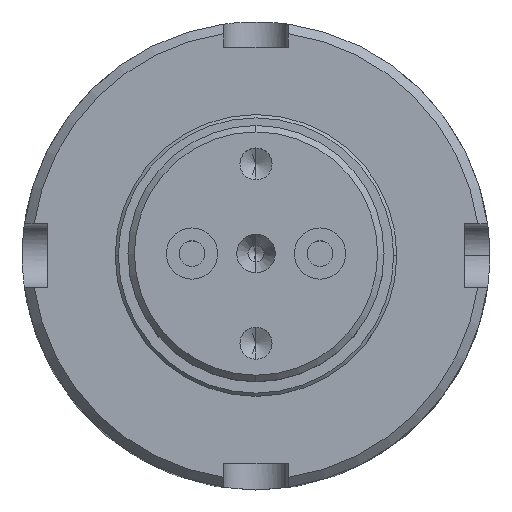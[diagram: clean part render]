
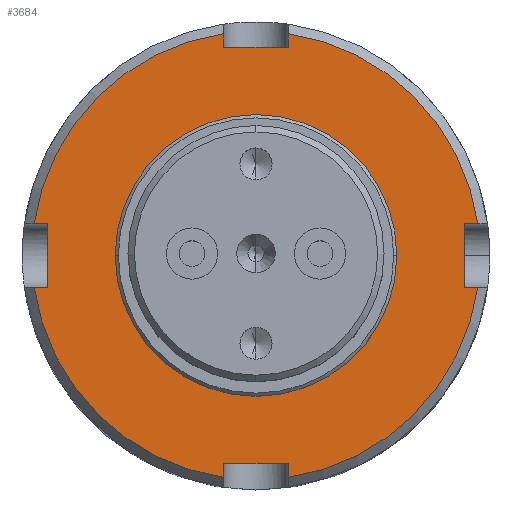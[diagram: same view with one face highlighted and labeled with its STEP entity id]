
A CAD part, top view. The second image highlights one B-rep face of the part: STEP entity #3684.
In plain terms, the highlighted planar face has unit normal (0, 0, 1).
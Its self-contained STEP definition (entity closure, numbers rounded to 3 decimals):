
#481 = LINE ( 'NONE', #1682, #483 ) ;
#482 = LINE ( 'NONE', #1691, #485 ) ;
#483 = VECTOR ( 'NONE', #1683, 1000. ) ;
#485 = VECTOR ( 'NONE', #1692, 1000. ) ;
#486 = CIRCLE ( 'NONE', #3616, 35. ) ;
#492 = CIRCLE ( 'NONE', #3622, 35. ) ;
#493 = LINE ( 'NONE', #1737, #496 ) ;
#494 = CIRCLE ( 'NONE', #3620, 22. ) ;
#495 = LINE ( 'NONE', #1741, #498 ) ;
#496 = VECTOR ( 'NONE', #1732, 1000. ) ;
#497 = CIRCLE ( 'NONE', #3621, 35. ) ;
#498 = VECTOR ( 'NONE', #1742, 1000. ) ;
#499 = LINE ( 'NONE', #1699, #501 ) ;
#500 = LINE ( 'NONE', #1748, #503 ) ;
#501 = VECTOR ( 'NONE', #1736, 1000. ) ;
#502 = LINE ( 'NONE', #1750, #505 ) ;
#503 = VECTOR ( 'NONE', #1749, 1000. ) ;
#504 = LINE ( 'NONE', #1752, #507 ) ;
#505 = VECTOR ( 'NONE', #1751, 1000. ) ;
#506 = LINE ( 'NONE', #1781, #512 ) ;
#507 = VECTOR ( 'NONE', #1753, 1000. ) ;
#509 = LINE ( 'NONE', #1754, #510 ) ;
#510 = VECTOR ( 'NONE', #1756, 1000. ) ;
#511 = CIRCLE ( 'NONE', #3623, 35. ) ;
#512 = VECTOR ( 'NONE', #1782, 1000. ) ;
#513 = LINE ( 'NONE', #1776, #515 ) ;
#514 = LINE ( 'NONE', #1788, #517 ) ;
#515 = VECTOR ( 'NONE', #1777, 1000. ) ;
#517 = VECTOR ( 'NONE', #1789, 1000. ) ;
#535 = CIRCLE ( 'NONE', #2104, 22. ) ;
#724 = FACE_OUTER_BOUND ( 'NONE', #4650, .T. ) ;
#727 = FACE_BOUND ( 'NONE', #4586, .T. ) ;
#1682 = CARTESIAN_POINT ( 'NONE',  ( 5., 0., 72. ) ) ;
#1683 = DIRECTION ( 'NONE',  ( 0., 1., 0. ) ) ;
#1691 = CARTESIAN_POINT ( 'NONE',  ( 0., -5., 72. ) ) ;
#1692 = DIRECTION ( 'NONE',  ( 1., 0., 0. ) ) ;
#1696 = CARTESIAN_POINT ( 'NONE',  ( 0., 0., 72. ) ) ;
#1697 = DIRECTION ( 'NONE',  ( 0., 0., 1. ) ) ;
#1698 = DIRECTION ( 'NONE',  ( 1., 0., 0. ) ) ;
#1699 = CARTESIAN_POINT ( 'NONE',  ( 5., 0., 72. ) ) ;
#1732 = DIRECTION ( 'NONE',  ( 0., 1., 0. ) ) ;
#1736 = DIRECTION ( 'NONE',  ( 0., 1., 0. ) ) ;
#1737 = CARTESIAN_POINT ( 'NONE',  ( 32.5, 0., 72. ) ) ;
#1738 = CARTESIAN_POINT ( 'NONE',  ( 0., 0., 72. ) ) ;
#1739 = DIRECTION ( 'NONE',  ( 0., 0., -1. ) ) ;
#1740 = DIRECTION ( 'NONE',  ( -1., 0., 0. ) ) ;
#1741 = CARTESIAN_POINT ( 'NONE',  ( 0., 5., 72. ) ) ;
#1742 = DIRECTION ( 'NONE',  ( -1., 0., 0. ) ) ;
#1745 = CARTESIAN_POINT ( 'NONE',  ( 0., 0., 72. ) ) ;
#1746 = DIRECTION ( 'NONE',  ( 0., 0., 1. ) ) ;
#1747 = DIRECTION ( 'NONE',  ( 1., 0., 0. ) ) ;
#1748 = CARTESIAN_POINT ( 'NONE',  ( -5., 0., 72. ) ) ;
#1749 = DIRECTION ( 'NONE',  ( 0., -1., 0. ) ) ;
#1750 = CARTESIAN_POINT ( 'NONE',  ( 0., 32.5, 72. ) ) ;
#1751 = DIRECTION ( 'NONE',  ( -1., 0., 0. ) ) ;
#1752 = CARTESIAN_POINT ( 'NONE',  ( 0., 5., 72. ) ) ;
#1753 = DIRECTION ( 'NONE',  ( -1., 0., 0. ) ) ;
#1754 = CARTESIAN_POINT ( 'NONE',  ( -32.5, 0., 72. ) ) ;
#1756 = DIRECTION ( 'NONE',  ( 0., -1., 0. ) ) ;
#1776 = CARTESIAN_POINT ( 'NONE',  ( 0., -32.5, 72. ) ) ;
#1777 = DIRECTION ( 'NONE',  ( 1., 0., 0. ) ) ;
#1778 = CARTESIAN_POINT ( 'NONE',  ( 0., 0., 72. ) ) ;
#1779 = DIRECTION ( 'NONE',  ( 0., 0., 1. ) ) ;
#1780 = DIRECTION ( 'NONE',  ( 1., 0., 0. ) ) ;
#1781 = CARTESIAN_POINT ( 'NONE',  ( 0., -5., 72. ) ) ;
#1782 = DIRECTION ( 'NONE',  ( 1., 0., 0. ) ) ;
#1785 = CARTESIAN_POINT ( 'NONE',  ( 0., 0., 72. ) ) ;
#1786 = DIRECTION ( 'NONE',  ( 0., 0., 1. ) ) ;
#1787 = DIRECTION ( 'NONE',  ( 1., 0., 0. ) ) ;
#1788 = CARTESIAN_POINT ( 'NONE',  ( -5., 0., 72. ) ) ;
#1789 = DIRECTION ( 'NONE',  ( 0., -1., 0. ) ) ;
#1914 = CARTESIAN_POINT ( 'NONE',  ( 0., 0., 72. ) ) ;
#1915 = DIRECTION ( 'NONE',  ( 0., 0., -1. ) ) ;
#1916 = DIRECTION ( 'NONE',  ( -1., 0., 0. ) ) ;
#2104 = AXIS2_PLACEMENT_3D ( 'NONE', #1914, #1915, #1916 ) ;
#2184 = AXIS2_PLACEMENT_3D ( 'NONE', #2699, #2707, #2708 ) ;
#2699 = CARTESIAN_POINT ( 'NONE',  ( 0., 0., 72. ) ) ;
#2705 = PLANE ( 'NONE',  #2184 ) ;
#2707 = DIRECTION ( 'NONE',  ( 0., 0., 1. ) ) ;
#2708 = DIRECTION ( 'NONE',  ( 1., 0., 0. ) ) ;
#2986 = CARTESIAN_POINT ( 'NONE',  ( -32.5, -5., 72. ) ) ;
#2990 = CARTESIAN_POINT ( 'NONE',  ( 5., 32.5, 72. ) ) ;
#2994 = CARTESIAN_POINT ( 'NONE',  ( 5., 34.641, 72. ) ) ;
#2998 = CARTESIAN_POINT ( 'NONE',  ( -5., 34.641, 72. ) ) ;
#3001 = CARTESIAN_POINT ( 'NONE',  ( -34.641, -5., 72. ) ) ;
#3003 = CARTESIAN_POINT ( 'NONE',  ( -32.5, 5., 72. ) ) ;
#3008 = CARTESIAN_POINT ( 'NONE',  ( -5., -32.5, 72. ) ) ;
#3009 = CARTESIAN_POINT ( 'NONE',  ( 32.5, 5., 72. ) ) ;
#3015 = CARTESIAN_POINT ( 'NONE',  ( -5., 32.5, 72. ) ) ;
#3017 = CARTESIAN_POINT ( 'NONE',  ( 5., -32.5, 72. ) ) ;
#3018 = CARTESIAN_POINT ( 'NONE',  ( 32.5, -5., 72. ) ) ;
#3021 = CARTESIAN_POINT ( 'NONE',  ( 34.641, 5., 72. ) ) ;
#3024 = CARTESIAN_POINT ( 'NONE',  ( -34.641, 5., 72. ) ) ;
#3027 = CARTESIAN_POINT ( 'NONE',  ( -5., -34.641, 72. ) ) ;
#3029 = CARTESIAN_POINT ( 'NONE',  ( 5., -34.641, 72. ) ) ;
#3032 = CARTESIAN_POINT ( 'NONE',  ( 34.641, -5., 72. ) ) ;
#3085 = CARTESIAN_POINT ( 'NONE',  ( -22., 0., 72. ) ) ;
#3091 = CARTESIAN_POINT ( 'NONE',  ( 22., 0., 72. ) ) ;
#3418 = EDGE_CURVE ( 'NONE', #3841, #3829, #481, .T. ) ;
#3419 = EDGE_CURVE ( 'NONE', #3830, #3844, #482, .T. ) ;
#3421 = EDGE_CURVE ( 'NONE', #3841, #3844, #486, .T. ) ;
#3427 = EDGE_CURVE ( 'NONE', #4617, #4629, #494, .T. ) ;
#3428 = EDGE_CURVE ( 'NONE', #3830, #3821, #493, .T. ) ;
#3429 = EDGE_CURVE ( 'NONE', #3833, #3821, #495, .T. ) ;
#3430 = EDGE_CURVE ( 'NONE', #3833, #3804, #497, .T. ) ;
#3431 = EDGE_CURVE ( 'NONE', #3800, #3804, #499, .T. ) ;
#3432 = EDGE_CURVE ( 'NONE', #3808, #3827, #500, .T. ) ;
#3433 = EDGE_CURVE ( 'NONE', #3800, #3827, #502, .T. ) ;
#3434 = EDGE_CURVE ( 'NONE', #3815, #3836, #504, .T. ) ;
#3436 = EDGE_CURVE ( 'NONE', #3808, #3836, #492, .T. ) ;
#3437 = EDGE_CURVE ( 'NONE', #3815, #3812, #509, .T. ) ;
#3438 = EDGE_CURVE ( 'NONE', #3811, #3812, #506, .T. ) ;
#3439 = EDGE_CURVE ( 'NONE', #3811, #3839, #511, .T. ) ;
#3440 = EDGE_CURVE ( 'NONE', #3820, #3829, #513, .T. ) ;
#3441 = EDGE_CURVE ( 'NONE', #3820, #3839, #514, .T. ) ;
#3457 = EDGE_CURVE ( 'NONE', #4629, #4617, #535, .T. ) ;
#3616 = AXIS2_PLACEMENT_3D ( 'NONE', #1696, #1697, #1698 ) ;
#3620 = AXIS2_PLACEMENT_3D ( 'NONE', #1738, #1739, #1740 ) ;
#3621 = AXIS2_PLACEMENT_3D ( 'NONE', #1745, #1746, #1747 ) ;
#3622 = AXIS2_PLACEMENT_3D ( 'NONE', #1778, #1779, #1780 ) ;
#3623 = AXIS2_PLACEMENT_3D ( 'NONE', #1785, #1786, #1787 ) ;
#3684 = ADVANCED_FACE ( 'NONE', ( #724, #727 ), #2705, .T. ) ;
#3800 = VERTEX_POINT ( 'NONE', #2990 ) ;
#3804 = VERTEX_POINT ( 'NONE', #2994 ) ;
#3808 = VERTEX_POINT ( 'NONE', #2998 ) ;
#3811 = VERTEX_POINT ( 'NONE', #3001 ) ;
#3812 = VERTEX_POINT ( 'NONE', #2986 ) ;
#3815 = VERTEX_POINT ( 'NONE', #3003 ) ;
#3820 = VERTEX_POINT ( 'NONE', #3008 ) ;
#3821 = VERTEX_POINT ( 'NONE', #3009 ) ;
#3827 = VERTEX_POINT ( 'NONE', #3015 ) ;
#3829 = VERTEX_POINT ( 'NONE', #3017 ) ;
#3830 = VERTEX_POINT ( 'NONE', #3018 ) ;
#3833 = VERTEX_POINT ( 'NONE', #3021 ) ;
#3836 = VERTEX_POINT ( 'NONE', #3024 ) ;
#3839 = VERTEX_POINT ( 'NONE', #3027 ) ;
#3841 = VERTEX_POINT ( 'NONE', #3029 ) ;
#3844 = VERTEX_POINT ( 'NONE', #3032 ) ;
#3951 = ORIENTED_EDGE ( 'NONE', *, *, #3429, .F. ) ;
#3952 = ORIENTED_EDGE ( 'NONE', *, *, #3430, .T. ) ;
#3953 = ORIENTED_EDGE ( 'NONE', *, *, #3431, .F. ) ;
#3954 = ORIENTED_EDGE ( 'NONE', *, *, #3433, .T. ) ;
#3955 = ORIENTED_EDGE ( 'NONE', *, *, #3432, .F. ) ;
#3956 = ORIENTED_EDGE ( 'NONE', *, *, #3436, .T. ) ;
#3957 = ORIENTED_EDGE ( 'NONE', *, *, #3434, .F. ) ;
#3958 = ORIENTED_EDGE ( 'NONE', *, *, #3437, .T. ) ;
#3959 = ORIENTED_EDGE ( 'NONE', *, *, #3438, .F. ) ;
#3960 = ORIENTED_EDGE ( 'NONE', *, *, #3439, .T. ) ;
#3961 = ORIENTED_EDGE ( 'NONE', *, *, #3441, .F. ) ;
#3962 = ORIENTED_EDGE ( 'NONE', *, *, #3440, .T. ) ;
#3963 = ORIENTED_EDGE ( 'NONE', *, *, #3418, .F. ) ;
#3964 = ORIENTED_EDGE ( 'NONE', *, *, #3421, .T. ) ;
#3965 = ORIENTED_EDGE ( 'NONE', *, *, #3419, .F. ) ;
#3966 = ORIENTED_EDGE ( 'NONE', *, *, #3428, .T. ) ;
#3967 = ORIENTED_EDGE ( 'NONE', *, *, #3427, .T. ) ;
#3968 = ORIENTED_EDGE ( 'NONE', *, *, #3457, .T. ) ;
#4586 = EDGE_LOOP ( 'NONE', ( #3967, #3968 ) ) ;
#4617 = VERTEX_POINT ( 'NONE', #3085 ) ;
#4629 = VERTEX_POINT ( 'NONE', #3091 ) ;
#4650 = EDGE_LOOP ( 'NONE', ( #3951, #3952, #3953, #3954, #3955, #3956, #3957, #3958, #3959, #3960, #3961, #3962, #3963, #3964, #3965, #3966 ) ) ;
